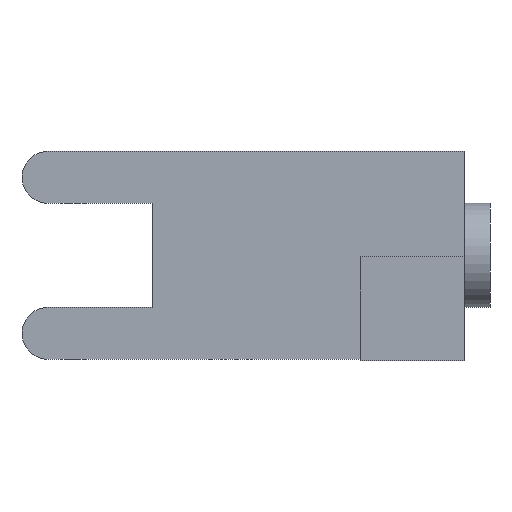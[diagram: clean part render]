
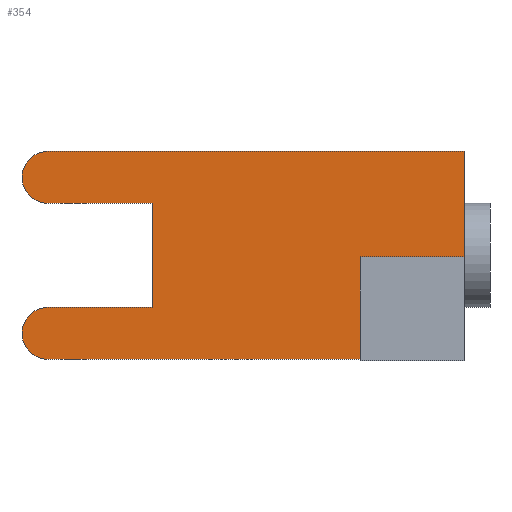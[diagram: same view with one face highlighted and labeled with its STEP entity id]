
A CAD part, left-side view. The second image highlights one B-rep face of the part: STEP entity #354.
In plain terms, the highlighted planar face has unit normal (-1, 0, 0).
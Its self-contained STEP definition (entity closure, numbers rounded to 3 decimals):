
#24=PLANE('',#397);
#43=FACE_OUTER_BOUND('',#64,.T.);
#64=EDGE_LOOP('',(#269,#270,#271,#272,#273,#274,#275,#276,#277));
#87=LINE('',#540,#124);
#88=LINE('',#543,#125);
#92=LINE('',#558,#129);
#93=LINE('',#560,#130);
#94=LINE('',#562,#131);
#95=LINE('',#565,#132);
#96=LINE('',#566,#133);
#124=VECTOR('',#440,10.);
#125=VECTOR('',#443,10.);
#129=VECTOR('',#457,10.);
#130=VECTOR('',#458,10.);
#131=VECTOR('',#459,10.);
#132=VECTOR('',#462,10.);
#133=VECTOR('',#463,10.);
#164=CIRCLE('',#398,50.);
#165=CIRCLE('',#399,50.);
#171=VERTEX_POINT('',#529);
#174=VERTEX_POINT('',#538);
#175=VERTEX_POINT('',#542);
#179=VERTEX_POINT('',#554);
#180=VERTEX_POINT('',#555);
#181=VERTEX_POINT('',#557);
#182=VERTEX_POINT('',#559);
#183=VERTEX_POINT('',#561);
#184=VERTEX_POINT('',#563);
#208=EDGE_CURVE('',#171,#174,#87,.T.);
#209=EDGE_CURVE('',#175,#171,#88,.T.);
#215=EDGE_CURVE('',#179,#180,#164,.T.);
#216=EDGE_CURVE('',#180,#181,#92,.T.);
#217=EDGE_CURVE('',#181,#182,#93,.T.);
#218=EDGE_CURVE('',#182,#183,#94,.T.);
#219=EDGE_CURVE('',#183,#184,#165,.T.);
#220=EDGE_CURVE('',#184,#175,#95,.T.);
#221=EDGE_CURVE('',#174,#179,#96,.T.);
#269=ORIENTED_EDGE('',*,*,#215,.T.);
#270=ORIENTED_EDGE('',*,*,#216,.T.);
#271=ORIENTED_EDGE('',*,*,#217,.T.);
#272=ORIENTED_EDGE('',*,*,#218,.T.);
#273=ORIENTED_EDGE('',*,*,#219,.T.);
#274=ORIENTED_EDGE('',*,*,#220,.T.);
#275=ORIENTED_EDGE('',*,*,#209,.T.);
#276=ORIENTED_EDGE('',*,*,#208,.T.);
#277=ORIENTED_EDGE('',*,*,#221,.T.);
#354=ADVANCED_FACE('',(#43),#24,.F.);
#397=AXIS2_PLACEMENT_3D('',#553,#453,#454);
#398=AXIS2_PLACEMENT_3D('',#556,#455,#456);
#399=AXIS2_PLACEMENT_3D('',#564,#460,#461);
#440=DIRECTION('',(0.,0.,1.));
#443=DIRECTION('',(0.,0.,1.));
#453=DIRECTION('center_axis',(1.,0.,0.));
#454=DIRECTION('ref_axis',(0.,1.,0.));
#455=DIRECTION('center_axis',(-1.,0.,0.));
#456=DIRECTION('ref_axis',(0.,0.,-1.));
#457=DIRECTION('',(0.,-1.,0.));
#458=DIRECTION('',(0.,0.,-1.));
#459=DIRECTION('',(0.,1.,0.));
#460=DIRECTION('center_axis',(-1.,0.,0.));
#461=DIRECTION('ref_axis',(0.,0.,-1.));
#462=DIRECTION('',(0.,-1.,0.));
#463=DIRECTION('',(0.,1.,0.));
#529=CARTESIAN_POINT('',(-100.,0.,200.));
#538=CARTESIAN_POINT('',(-100.,0.,400.));
#540=CARTESIAN_POINT('',(-100.,0.,400.));
#542=CARTESIAN_POINT('',(-100.,0.,0.));
#543=CARTESIAN_POINT('',(-100.,0.,400.));
#553=CARTESIAN_POINT('Origin',(-100.,425.,200.));
#554=CARTESIAN_POINT('',(-100.,800.,400.));
#555=CARTESIAN_POINT('',(-100.,800.,300.));
#556=CARTESIAN_POINT('Origin',(-100.,800.,350.));
#557=CARTESIAN_POINT('',(-100.,600.,300.));
#558=CARTESIAN_POINT('',(-100.,600.,300.));
#559=CARTESIAN_POINT('',(-100.,600.,100.));
#560=CARTESIAN_POINT('',(-100.,600.,100.));
#561=CARTESIAN_POINT('',(-100.,800.,100.));
#562=CARTESIAN_POINT('',(-100.,800.,100.));
#563=CARTESIAN_POINT('',(-100.,800.,0.));
#564=CARTESIAN_POINT('Origin',(-100.,800.,50.));
#565=CARTESIAN_POINT('',(-100.,0.,0.));
#566=CARTESIAN_POINT('',(-100.,800.,400.));
